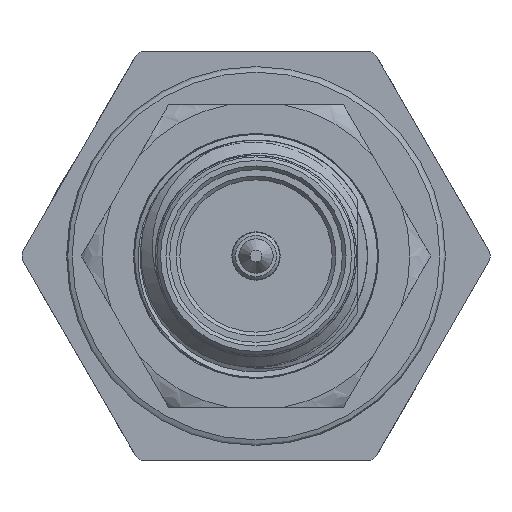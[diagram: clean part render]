
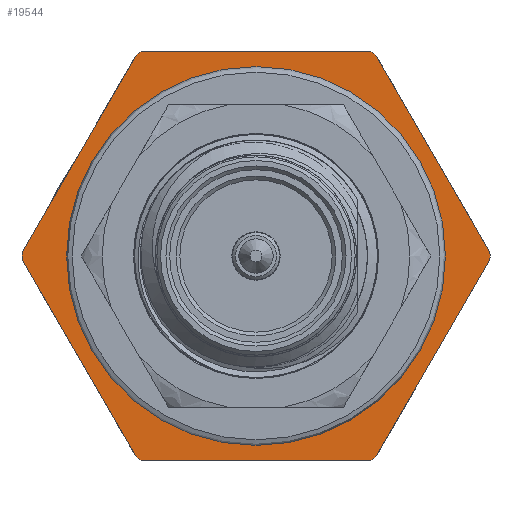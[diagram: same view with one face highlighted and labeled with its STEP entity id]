
A CAD part, front view. The second image highlights one B-rep face of the part: STEP entity #19544.
In plain terms, the highlighted face is planar.
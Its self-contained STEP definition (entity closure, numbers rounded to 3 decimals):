
#995=LINE('',#37541,#2235);
#996=LINE('',#37546,#2236);
#997=LINE('',#37550,#2237);
#998=LINE('',#37554,#2238);
#999=LINE('',#37558,#2239);
#1000=LINE('',#37562,#2240);
#2235=VECTOR('',#23849,1000.);
#2236=VECTOR('',#23852,1000.);
#2237=VECTOR('',#23855,1000.);
#2238=VECTOR('',#23858,1000.);
#2239=VECTOR('',#23861,1000.);
#2240=VECTOR('',#23864,1000.);
#3548=PLANE('',#21113);
#4072=ORIENTED_EDGE('',*,*,#10066,.T.);
#4073=ORIENTED_EDGE('',*,*,#10067,.F.);
#4074=ORIENTED_EDGE('',*,*,#10068,.T.);
#4075=ORIENTED_EDGE('',*,*,#10069,.F.);
#4076=ORIENTED_EDGE('',*,*,#10070,.T.);
#4077=ORIENTED_EDGE('',*,*,#10071,.F.);
#4078=ORIENTED_EDGE('',*,*,#10072,.T.);
#4079=ORIENTED_EDGE('',*,*,#10073,.F.);
#4080=ORIENTED_EDGE('',*,*,#10074,.T.);
#4081=ORIENTED_EDGE('',*,*,#10075,.F.);
#4082=ORIENTED_EDGE('',*,*,#10076,.T.);
#4083=ORIENTED_EDGE('',*,*,#10077,.F.);
#4084=ORIENTED_EDGE('',*,*,#10078,.T.);
#10066=EDGE_CURVE('',#13054,#13054,#14778,.T.);
#10067=EDGE_CURVE('',#13055,#13056,#995,.T.);
#10068=EDGE_CURVE('',#13055,#13057,#14779,.F.);
#10069=EDGE_CURVE('',#13058,#13057,#996,.T.);
#10070=EDGE_CURVE('',#13058,#13059,#14780,.F.);
#10071=EDGE_CURVE('',#13060,#13059,#997,.T.);
#10072=EDGE_CURVE('',#13060,#13061,#14781,.F.);
#10073=EDGE_CURVE('',#13062,#13061,#998,.T.);
#10074=EDGE_CURVE('',#13062,#13063,#14782,.F.);
#10075=EDGE_CURVE('',#13064,#13063,#999,.T.);
#10076=EDGE_CURVE('',#13064,#13065,#14783,.F.);
#10077=EDGE_CURVE('',#13066,#13065,#1000,.T.);
#10078=EDGE_CURVE('',#13066,#13056,#14784,.F.);
#13054=VERTEX_POINT('',#37540);
#13055=VERTEX_POINT('',#37542);
#13056=VERTEX_POINT('',#37543);
#13057=VERTEX_POINT('',#37545);
#13058=VERTEX_POINT('',#37547);
#13059=VERTEX_POINT('',#37549);
#13060=VERTEX_POINT('',#37551);
#13061=VERTEX_POINT('',#37553);
#13062=VERTEX_POINT('',#37555);
#13063=VERTEX_POINT('',#37557);
#13064=VERTEX_POINT('',#37559);
#13065=VERTEX_POINT('',#37561);
#13066=VERTEX_POINT('',#37563);
#14778=CIRCLE('',#21114,4.9);
#14779=CIRCLE('',#21115,6.3);
#14780=CIRCLE('',#21116,6.3);
#14781=CIRCLE('',#21117,6.3);
#14782=CIRCLE('',#21118,6.3);
#14783=CIRCLE('',#21119,6.3);
#14784=CIRCLE('',#21120,6.3);
#16102=EDGE_LOOP('',(#4072));
#16103=EDGE_LOOP('',(#4073,#4074,#4075,#4076,#4077,#4078,#4079,#4080,#4081,
#4082,#4083,#4084));
#17562=FACE_BOUND('',#16102,.T.);
#17563=FACE_BOUND('',#16103,.T.);
#19544=ADVANCED_FACE('',(#17562,#17563),#3548,.F.);
#21113=AXIS2_PLACEMENT_3D('',#37538,#23845,#23846);
#21114=AXIS2_PLACEMENT_3D('',#37539,#23847,#23848);
#21115=AXIS2_PLACEMENT_3D('',#37544,#23850,#23851);
#21116=AXIS2_PLACEMENT_3D('',#37548,#23853,#23854);
#21117=AXIS2_PLACEMENT_3D('',#37552,#23856,#23857);
#21118=AXIS2_PLACEMENT_3D('',#37556,#23859,#23860);
#21119=AXIS2_PLACEMENT_3D('',#37560,#23862,#23863);
#21120=AXIS2_PLACEMENT_3D('',#37564,#23865,#23866);
#23845=DIRECTION('',(-1.,0.,0.));
#23846=DIRECTION('',(0.,0.,1.));
#23847=DIRECTION('',(-1.,0.,0.));
#23848=DIRECTION('',(0.,1.,0.));
#23849=DIRECTION('',(0.,1.,0.));
#23850=DIRECTION('',(-1.,0.,0.));
#23851=DIRECTION('',(0.,0.,1.));
#23852=DIRECTION('',(0.,0.5,0.866));
#23853=DIRECTION('',(-1.,0.,0.));
#23854=DIRECTION('',(0.,0.,1.));
#23855=DIRECTION('',(0.,-0.5,0.866));
#23856=DIRECTION('',(-1.,0.,0.));
#23857=DIRECTION('',(0.,0.,1.));
#23858=DIRECTION('',(0.,-1.,0.));
#23859=DIRECTION('',(-1.,0.,0.));
#23860=DIRECTION('',(0.,0.,1.));
#23861=DIRECTION('',(0.,-0.5,-0.866));
#23862=DIRECTION('',(-1.,0.,0.));
#23863=DIRECTION('',(0.,0.,1.));
#23864=DIRECTION('',(0.,0.5,-0.866));
#23865=DIRECTION('',(-1.,0.,0.));
#23866=DIRECTION('',(0.,0.,1.));
#37538=CARTESIAN_POINT('',(0.,0.,0.));
#37539=CARTESIAN_POINT('',(0.,0.,0.));
#37540=CARTESIAN_POINT('',(0.,4.9,0.));
#37541=CARTESIAN_POINT('',(0.,-3.175,5.5));
#37542=CARTESIAN_POINT('',(0.,-3.072,5.5));
#37543=CARTESIAN_POINT('',(0.,3.072,5.5));
#37544=CARTESIAN_POINT('',(0.,0.,0.));
#37545=CARTESIAN_POINT('',(0.,-3.227,5.411));
#37546=CARTESIAN_POINT('',(0.,-6.351,0.));
#37547=CARTESIAN_POINT('',(0.,-6.299,0.089));
#37548=CARTESIAN_POINT('',(0.,0.,0.));
#37549=CARTESIAN_POINT('',(0.,-6.299,-0.089));
#37550=CARTESIAN_POINT('',(0.,-3.175,-5.5));
#37551=CARTESIAN_POINT('',(0.,-3.227,-5.411));
#37552=CARTESIAN_POINT('',(0.,0.,0.));
#37553=CARTESIAN_POINT('',(0.,-3.072,-5.5));
#37554=CARTESIAN_POINT('',(0.,3.175,-5.5));
#37555=CARTESIAN_POINT('',(0.,3.072,-5.5));
#37556=CARTESIAN_POINT('',(0.,0.,0.));
#37557=CARTESIAN_POINT('',(0.,3.227,-5.411));
#37558=CARTESIAN_POINT('',(0.,6.351,0.));
#37559=CARTESIAN_POINT('',(0.,6.299,-0.089));
#37560=CARTESIAN_POINT('',(0.,0.,0.));
#37561=CARTESIAN_POINT('',(0.,6.299,0.089));
#37562=CARTESIAN_POINT('',(0.,3.175,5.5));
#37563=CARTESIAN_POINT('',(0.,3.227,5.411));
#37564=CARTESIAN_POINT('',(0.,0.,0.));
